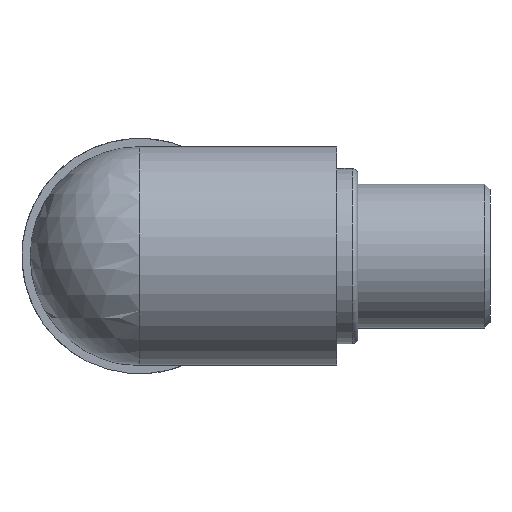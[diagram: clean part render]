
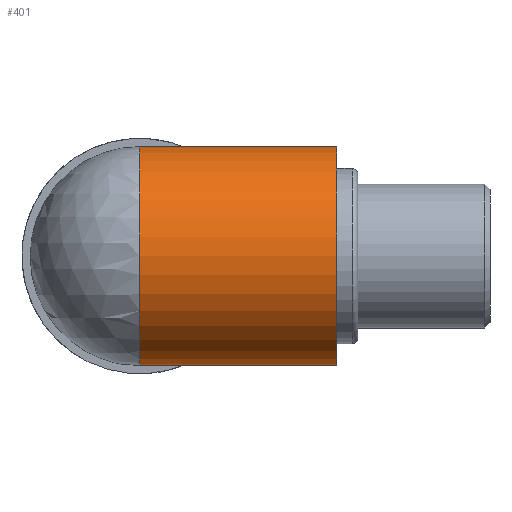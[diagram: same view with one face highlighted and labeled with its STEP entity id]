
A CAD part, front view. The second image highlights one B-rep face of the part: STEP entity #401.
In plain terms, the highlighted cylindrical face has radius 10 mm (diameter 20 mm), a full revolution.
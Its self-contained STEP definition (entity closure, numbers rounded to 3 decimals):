
#354=CARTESIAN_POINT('',(0.0,-30.519,-10.0));
#355=VERTEX_POINT('',#354);
#356=CARTESIAN_POINT('',(0.0,-30.519,10.0));
#357=VERTEX_POINT('',#356);
#365=CARTESIAN_POINT('',(0.0,-30.519,0.0));
#366=DIRECTION('',(-1.0,0.0,0.0));
#367=DIRECTION('',(0.0,-1.0,0.0));
#368=AXIS2_PLACEMENT_3D('',#365,#366,#367);
#369=CIRCLE('',#368,10.0);
#370=EDGE_CURVE('',#355,#357,#369,.T.);
#375=CARTESIAN_POINT('',(0.0,-30.519,0.0));
#376=DIRECTION('',(1.0,0.0,0.0));
#377=DIRECTION('',(0.0,-1.0,0.0));
#378=AXIS2_PLACEMENT_3D('',#375,#376,#377);
#379=CYLINDRICAL_SURFACE('',#378,10.0);
#380=CARTESIAN_POINT('',(0.,-30.519,0.0));
#381=DIRECTION('',(-0.707,0.707,0.0));
#382=DIRECTION('',(-0.707,-0.707,0.0));
#383=AXIS2_PLACEMENT_3D('',#380,#381,#382);
#384=ELLIPSE('',#383,14.142,10.0);
#385=EDGE_CURVE('',#357,#355,#384,.T.);
#386=ORIENTED_EDGE('',*,*,#385,.F.);
#387=ORIENTED_EDGE('',*,*,#370,.F.);
#388=EDGE_LOOP('',(#386,#387));
#389=FACE_OUTER_BOUND('',#388,.T.);
#390=CARTESIAN_POINT('',(18.0,-20.519,0.));
#391=VERTEX_POINT('',#390);
#392=CARTESIAN_POINT('',(18.0,-30.519,0.0));
#393=DIRECTION('',(-1.0,0.0,0.0));
#394=DIRECTION('',(0.0,-1.0,0.0));
#395=AXIS2_PLACEMENT_3D('',#392,#393,#394);
#396=CIRCLE('',#395,10.0);
#397=EDGE_CURVE('',#391,#391,#396,.T.);
#398=ORIENTED_EDGE('',*,*,#397,.T.);
#399=EDGE_LOOP('',(#398));
#400=FACE_BOUND('',#399,.T.);
#401=ADVANCED_FACE('',(#389,#400),#379,.T.);
